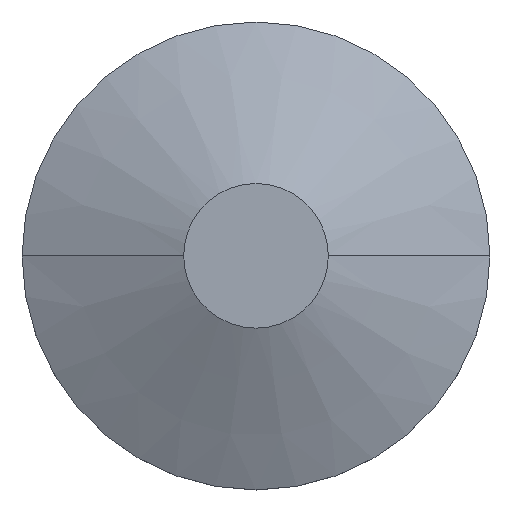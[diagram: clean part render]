
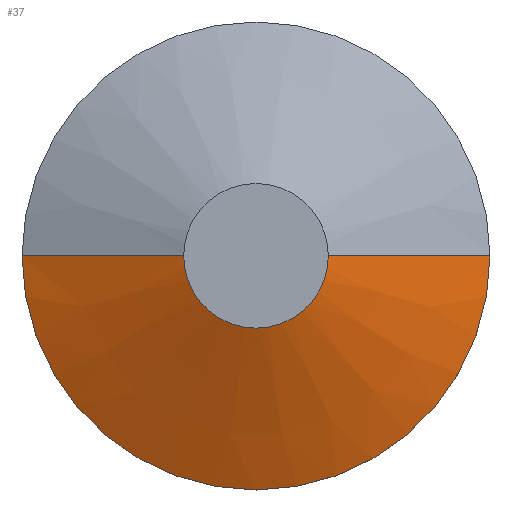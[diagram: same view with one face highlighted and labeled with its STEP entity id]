
A CAD part, top view. The second image highlights one B-rep face of the part: STEP entity #37.
In plain terms, the highlighted conical face has half-angle 65.629 degrees and reference radius 25.854 mm.
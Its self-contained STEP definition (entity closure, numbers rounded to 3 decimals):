
#37=ADVANCED_FACE('',(#70),#71,.T.);
#70=FACE_OUTER_BOUND('',#96,.T.);
#71=CONICAL_SURFACE('',#97,25.854,1.145);
#96=EDGE_LOOP('',(#129,#130,#131,#132));
#97=AXIS2_PLACEMENT_3D('',#133,#134,#135);
#129=ORIENTED_EDGE('',*,*,#157,.T.);
#130=ORIENTED_EDGE('',*,*,#163,.F.);
#131=ORIENTED_EDGE('',*,*,#159,.T.);
#132=ORIENTED_EDGE('',*,*,#161,.T.);
#133=CARTESIAN_POINT('',(0.0,0.0,11.818));
#134=DIRECTION('',(-0.0,0.0,-1.0));
#135=DIRECTION('',(-1.0,0.0,0.0));
#157=EDGE_CURVE('',#178,#169,#179,.T.);
#159=EDGE_CURVE('',#172,#180,#182,.T.);
#161=EDGE_CURVE('',#180,#178,#184,.T.);
#163=EDGE_CURVE('',#172,#169,#186,.T.);
#169=VERTEX_POINT('',#192);
#172=VERTEX_POINT('',#196);
#178=VERTEX_POINT('',#203);
#179=LINE('',#204,#205);
#180=VERTEX_POINT('',#206);
#182=LINE('',#208,#209);
#184=CIRCLE('',#211,12.208);
#186=CIRCLE('',#213,39.5);
#192=CARTESIAN_POINT('',(-39.5,0.0,5.637));
#196=CARTESIAN_POINT('',(39.5,0.,5.637));
#203=CARTESIAN_POINT('',(-12.208,0.0,18.0));
#204=CARTESIAN_POINT('',(-25.854,0.,11.818));
#205=VECTOR('',#226,1.0);
#206=CARTESIAN_POINT('',(12.208,0.,18.0));
#208=CARTESIAN_POINT('',(25.854,0.,11.818));
#209=VECTOR('',#230,1.0);
#211=AXIS2_PLACEMENT_3D('',#231,#232,#233);
#213=AXIS2_PLACEMENT_3D('',#234,#235,#236);
#226=DIRECTION('',(-0.911,0.,-0.413));
#230=DIRECTION('',(-0.911,0.,0.413));
#231=CARTESIAN_POINT('',(0.0,0.0,18.0));
#232=DIRECTION('',(0.0,0.0,-1.0));
#233=DIRECTION('',(-1.0,0.0,0.0));
#234=CARTESIAN_POINT('',(0.0,0.0,5.637));
#235=DIRECTION('',(0.0,0.0,-1.0));
#236=DIRECTION('',(-1.0,0.0,0.0));
